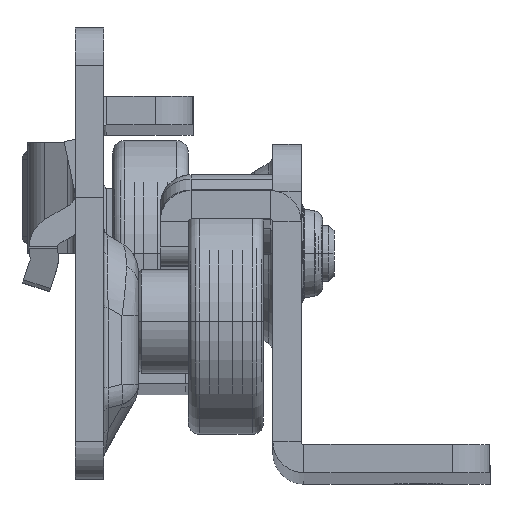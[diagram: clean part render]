
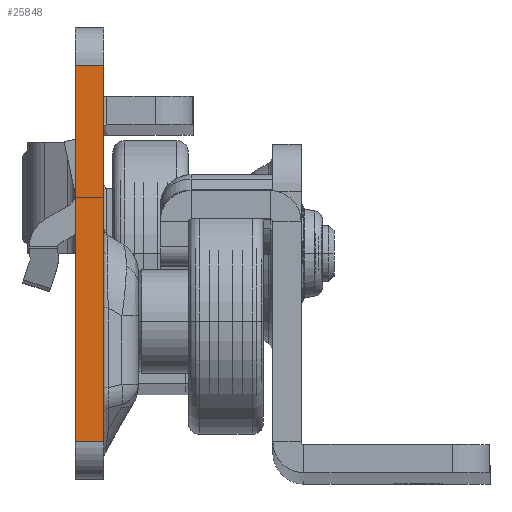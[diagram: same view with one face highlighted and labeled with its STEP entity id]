
A CAD part, top view. The second image highlights one B-rep face of the part: STEP entity #25848.
In plain terms, the highlighted planar face has unit normal (0, 0, 1).
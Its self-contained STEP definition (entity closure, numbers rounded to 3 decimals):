
#409 = CARTESIAN_POINT ( 'NONE',  ( -3., 18.3, 0. ) ) ;
#507 = CARTESIAN_POINT ( 'NONE',  ( -3., 18.3, 0. ) ) ;
#2268 = EDGE_CURVE ( 'NONE', #22764, #18292, #20251, .T. ) ;
#3643 = CARTESIAN_POINT ( 'NONE',  ( -122.719, -21.7, 0. ) ) ;
#3773 = LINE ( 'NONE', #21100, #27001 ) ;
#4216 = EDGE_CURVE ( 'NONE', #23154, #9295, #14285, .T. ) ;
#4513 = PLANE ( 'NONE',  #13603 ) ;
#4720 = LINE ( 'NONE', #17526, #21429 ) ;
#5134 = CARTESIAN_POINT ( 'NONE',  ( 0., 18.3, 0. ) ) ;
#5975 = EDGE_LOOP ( 'NONE', ( #14919, #15767, #8397, #15927 ) ) ;
#8397 = ORIENTED_EDGE ( 'NONE', *, *, #15623, .T. ) ;
#9295 = VERTEX_POINT ( 'NONE', #21544 ) ;
#9479 = CARTESIAN_POINT ( 'NONE',  ( -3., -21.7, 0. ) ) ;
#10269 = CARTESIAN_POINT ( 'NONE',  ( -3., -29.094, 0. ) ) ;
#10348 = DIRECTION ( 'NONE',  ( 1., 0., 0. ) ) ;
#11898 = VECTOR ( 'NONE', #24619, 1000. ) ;
#13048 = DIRECTION ( 'NONE',  ( 1., 0., 0. ) ) ;
#13603 = AXIS2_PLACEMENT_3D ( 'NONE', #10269, #24219, #13048 ) ;
#14285 = LINE ( 'NONE', #3643, #25483 ) ;
#14919 = ORIENTED_EDGE ( 'NONE', *, *, #21393, .F. ) ;
#15427 = FACE_OUTER_BOUND ( 'NONE', #5975, .T. ) ;
#15623 = EDGE_CURVE ( 'NONE', #22764, #23154, #4720, .T. ) ;
#15767 = ORIENTED_EDGE ( 'NONE', *, *, #2268, .F. ) ;
#15927 = ORIENTED_EDGE ( 'NONE', *, *, #4216, .T. ) ;
#17526 = CARTESIAN_POINT ( 'NONE',  ( -3., -29.094, 0. ) ) ;
#18292 = VERTEX_POINT ( 'NONE', #5134 ) ;
#20251 = LINE ( 'NONE', #507, #11898 ) ;
#21100 = CARTESIAN_POINT ( 'NONE',  ( 0., -29.094, 0. ) ) ;
#21393 = EDGE_CURVE ( 'NONE', #18292, #9295, #3773, .T. ) ;
#21429 = VECTOR ( 'NONE', #22162, 1000. ) ;
#21544 = CARTESIAN_POINT ( 'NONE',  ( 0., -21.7, 0. ) ) ;
#22162 = DIRECTION ( 'NONE',  ( 0., -1., 0. ) ) ;
#22764 = VERTEX_POINT ( 'NONE', #409 ) ;
#23154 = VERTEX_POINT ( 'NONE', #9479 ) ;
#23353 = DIRECTION ( 'NONE',  ( 0., -1., 0. ) ) ;
#24219 = DIRECTION ( 'NONE',  ( 0., 0., 1. ) ) ;
#24619 = DIRECTION ( 'NONE',  ( 1., 0., 0. ) ) ;
#25483 = VECTOR ( 'NONE', #10348, 1000. ) ;
#25848 = ADVANCED_FACE ( 'NONE', ( #15427 ), #4513, .T. ) ;
#27001 = VECTOR ( 'NONE', #23353, 1000. ) ;
